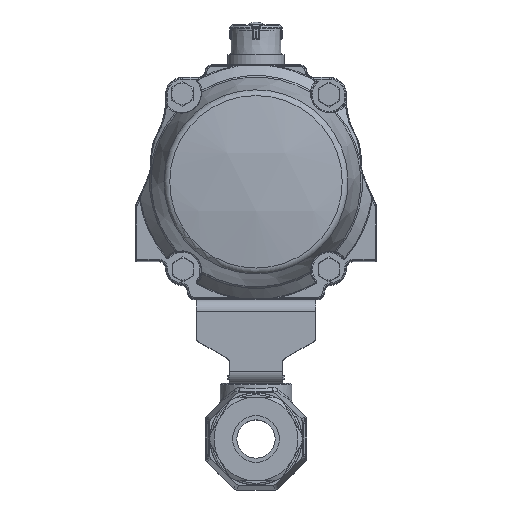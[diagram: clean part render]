
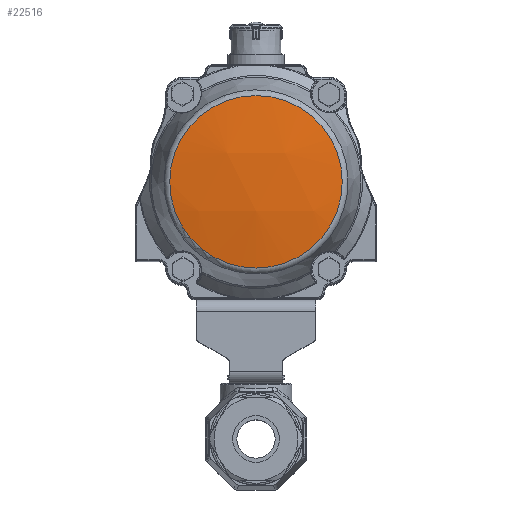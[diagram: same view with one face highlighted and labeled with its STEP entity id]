
A CAD part, top view. The second image highlights one B-rep face of the part: STEP entity #22516.
In plain terms, the highlighted spherical face has radius 420 mm.
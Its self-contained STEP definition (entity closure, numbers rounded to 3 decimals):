
#94=SPHERICAL_SURFACE('',#24569,420.);
#8142=ORIENTED_EDGE('',*,*,#12336,.F.);
#12336=EDGE_CURVE('',#14756,#14756,#15966,.T.);
#14756=VERTEX_POINT('',#40176);
#15966=CIRCLE('',#24570,72.053);
#17396=EDGE_LOOP('',(#8142));
#18960=FACE_BOUND('',#17396,.T.);
#22516=ADVANCED_FACE('',(#18960),#94,.T.);
#24569=AXIS2_PLACEMENT_3D('',#40174,#29221,#29222);
#24570=AXIS2_PLACEMENT_3D('',#40175,#29223,#29224);
#29221=DIRECTION('',(0.,1.,0.));
#29222=DIRECTION('',(1.,0.,0.));
#29223=DIRECTION('',(0.,0.,-1.));
#29224=DIRECTION('',(-1.,0.,0.));
#40174=CARTESIAN_POINT('',(0.,0.,-188.45));
#40175=CARTESIAN_POINT('',(0.,0.,225.323));
#40176=CARTESIAN_POINT('',(-72.053,0.,225.323));
